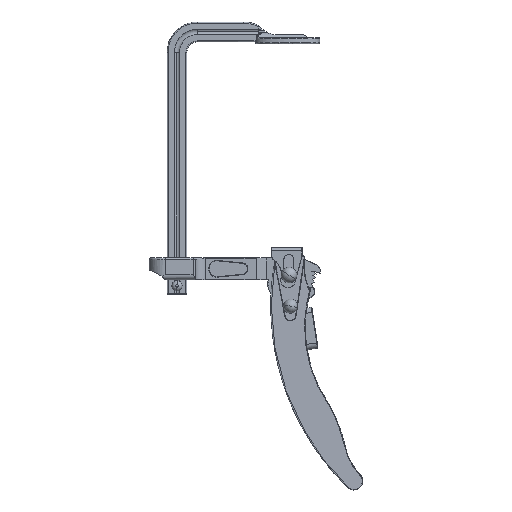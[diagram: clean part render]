
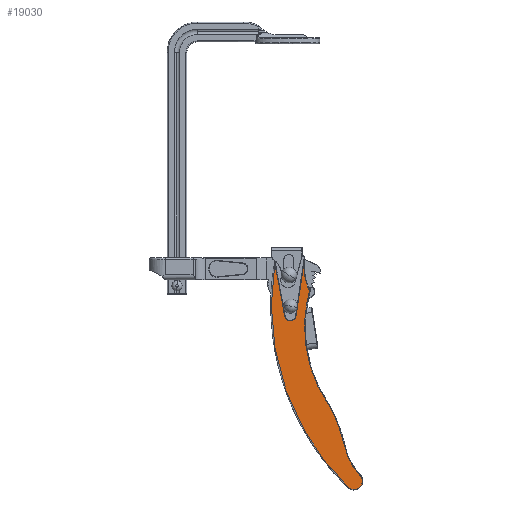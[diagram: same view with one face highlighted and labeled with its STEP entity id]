
A CAD part, top view. The second image highlights one B-rep face of the part: STEP entity #19030.
In plain terms, the highlighted face is planar.
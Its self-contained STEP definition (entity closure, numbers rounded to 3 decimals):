
#19 = ORIENTED_EDGE ( 'NONE', *, *, #15637, .T. ) ;
#171 = VERTEX_POINT ( 'NONE', #10012 ) ;
#232 = CARTESIAN_POINT ( 'NONE',  ( 37.403, -228.029, 16.863 ) ) ;
#281 = CARTESIAN_POINT ( 'NONE',  ( 41.002, -189.511, 16.782 ) ) ;
#297 = VECTOR ( 'NONE', #18968, 1000. ) ;
#303 = CARTESIAN_POINT ( 'NONE',  ( 37.477, -228.142, 16.861 ) ) ;
#698 = EDGE_CURVE ( 'NONE', #18393, #14032, #9602, .T. ) ;
#827 = CARTESIAN_POINT ( 'NONE',  ( 52.645, -221.457, 16.518 ) ) ;
#934 = CARTESIAN_POINT ( 'NONE',  ( 31.976, -147.377, 16.986 ) ) ;
#1214 = CARTESIAN_POINT ( 'NONE',  ( -12.326, -161.826, 17.988 ) ) ;
#1466 = EDGE_CURVE ( 'NONE', #2195, #8977, #7131, .T. ) ;
#1471 = DIRECTION ( 'NONE',  ( -0.023, 0., -1. ) ) ;
#1771 = CARTESIAN_POINT ( 'NONE',  ( 37.455, -228.103, 16.862 ) ) ;
#2003 = VECTOR ( 'NONE', #11707, 1000. ) ;
#2195 = VERTEX_POINT ( 'NONE', #14481 ) ;
#2404 = CARTESIAN_POINT ( 'NONE',  ( 29.481, -33.848, 17.042 ) ) ;
#3101 = AXIS2_PLACEMENT_3D ( 'NONE', #11276, #1471, #12678 ) ;
#3650 = CIRCLE ( 'NONE', #7588, 5.658 ) ;
#3704 = CARTESIAN_POINT ( 'NONE',  ( 52.968, -234.759, 16.511 ) ) ;
#3843 = CARTESIAN_POINT ( 'NONE',  ( 37.477, -228.142, 16.861 ) ) ;
#3862 = CARTESIAN_POINT ( 'NONE',  ( 52.968, -224.113, 16.511 ) ) ;
#4027 = EDGE_CURVE ( 'NONE', #15906, #16818, #19124, .T. ) ;
#4252 = CARTESIAN_POINT ( 'NONE',  ( 36.687, -161.021, 16.879 ) ) ;
#4848 =( BOUNDED_CURVE ( )  B_SPLINE_CURVE ( 3, ( #17640, #8086, #18118, #281 ),
 .UNSPECIFIED., .F., .F. ) 
 B_SPLINE_CURVE_WITH_KNOTS ( ( 4, 4 ),
 ( 2.517, 3.078 ),
 .UNSPECIFIED. ) 
 CURVE ( )  GEOMETRIC_REPRESENTATION_ITEM ( )  RATIONAL_B_SPLINE_CURVE ( ( 1., 0.974, 0.974, 1. ) ) 
 REPRESENTATION_ITEM ( '' )  );
#4869 = EDGE_CURVE ( 'NONE', #171, #9450, #15063, .T. ) ;
#5207 = ORIENTED_EDGE ( 'NONE', *, *, #1466, .F. ) ;
#5366 = CARTESIAN_POINT ( 'NONE',  ( 28.102, -6.198, 17.073 ) ) ;
#5412 = CARTESIAN_POINT ( 'NONE',  ( 0.052, -1.466, 17.708 ) ) ;
#5456 = CARTESIAN_POINT ( 'NONE',  ( 52.968, -224.113, 16.511 ) ) ;
#5625 = EDGE_CURVE ( 'NONE', #12490, #2195, #3650, .T. ) ;
#6186 = ORIENTED_EDGE ( 'NONE', *, *, #11793, .F. ) ;
#6536 = CARTESIAN_POINT ( 'NONE',  ( 1.919, -54.112, 17.666 ) ) ;
#6940 =( BOUNDED_CURVE ( )  B_SPLINE_CURVE ( 3, ( #303, #1771, #19371, #232 ),
 .UNSPECIFIED., .F., .F. ) 
 B_SPLINE_CURVE_WITH_KNOTS ( ( 4, 4 ),
 ( 3.651, 3.786 ),
 .UNSPECIFIED. ) 
 CURVE ( )  GEOMETRIC_REPRESENTATION_ITEM ( )  RATIONAL_B_SPLINE_CURVE ( ( 1., 0.998, 0.998, 1. ) ) 
 REPRESENTATION_ITEM ( '' )  );
#7131 = LINE ( 'NONE', #15788, #297 ) ;
#7410 = CARTESIAN_POINT ( 'NONE',  ( 29.481, -33.848, 17.042 ) ) ;
#7588 = AXIS2_PLACEMENT_3D ( 'NONE', #14947, #15216, #10272 ) ;
#8086 = CARTESIAN_POINT ( 'NONE',  ( 45.479, -211.195, 16.68 ) ) ;
#8806 = LINE ( 'NONE', #13190, #2003 ) ;
#8811 = CARTESIAN_POINT ( 'NONE',  ( 52.018, -220.264, 16.533 ) ) ;
#8977 = VERTEX_POINT ( 'NONE', #13377 ) ;
#9078 = CARTESIAN_POINT ( 'NONE',  ( 41.002, -189.511, 16.782 ) ) ;
#9410 = EDGE_CURVE ( 'NONE', #18406, #171, #9508, .T. ) ;
#9450 = VERTEX_POINT ( 'NONE', #7410 ) ;
#9508 =( BOUNDED_CURVE ( )  B_SPLINE_CURVE ( 3, ( #9078, #15491, #4252, #934 ),
 .UNSPECIFIED., .F., .F. ) 
 B_SPLINE_CURVE_WITH_KNOTS ( ( 4, 4 ),
 ( 0.09, 0.332 ),
 .UNSPECIFIED. ) 
 CURVE ( )  GEOMETRIC_REPRESENTATION_ITEM ( )  RATIONAL_B_SPLINE_CURVE ( ( 1., 0.995, 0.995, 1. ) ) 
 REPRESENTATION_ITEM ( '' )  );
#9602 =( BOUNDED_CURVE ( )  B_SPLINE_CURVE ( 3, ( #3843, #10079, #3704, #5456 ),
 .UNSPECIFIED., .F., .F. ) 
 B_SPLINE_CURVE_WITH_KNOTS ( ( 4, 4 ),
 ( 3.651, 6.283 ),
 .UNSPECIFIED. ) 
 CURVE ( )  GEOMETRIC_REPRESENTATION_ITEM ( )  RATIONAL_B_SPLINE_CURVE ( ( 1., 0.501, 0.501, 1. ) ) 
 REPRESENTATION_ITEM ( '' )  );
#10012 = CARTESIAN_POINT ( 'NONE',  ( 31.976, -147.377, 16.986 ) ) ;
#10079 = CARTESIAN_POINT ( 'NONE',  ( 42.665, -237.439, 16.744 ) ) ;
#10263 = VERTEX_POINT ( 'NONE', #8811 ) ;
#10272 = DIRECTION ( 'NONE',  ( 1., 0., -0.023 ) ) ;
#10298 = CARTESIAN_POINT ( 'NONE',  ( 52.018, -220.264, 16.533 ) ) ;
#10472 = ORIENTED_EDGE ( 'NONE', *, *, #4869, .T. ) ;
#10549 = ORIENTED_EDGE ( 'NONE', *, *, #4027, .T. ) ;
#10975 = CARTESIAN_POINT ( 'NONE',  ( 37.403, -228.029, 16.863 ) ) ;
#11276 = CARTESIAN_POINT ( 'NONE',  ( -12.863, -232.883, 18. ) ) ;
#11309 = CARTESIAN_POINT ( 'NONE',  ( 14.013, -111.186, 17.392 ) ) ;
#11707 = DIRECTION ( 'NONE',  ( 0.035, -0.999, -0.001 ) ) ;
#11793 = EDGE_CURVE ( 'NONE', #18393, #16818, #6940, .T. ) ;
#11890 = CARTESIAN_POINT ( 'NONE',  ( 52.968, -222.765, 16.511 ) ) ;
#11895 =( BOUNDED_CURVE ( )  B_SPLINE_CURVE ( 3, ( #3862, #11890, #827, #10298 ),
 .UNSPECIFIED., .F., .F. ) 
 B_SPLINE_CURVE_WITH_KNOTS ( ( 4, 4 ),
 ( 0., 0.484 ),
 .UNSPECIFIED. ) 
 CURVE ( )  GEOMETRIC_REPRESENTATION_ITEM ( )  RATIONAL_B_SPLINE_CURVE ( ( 1., 0.981, 0.981, 1. ) ) 
 REPRESENTATION_ITEM ( '' )  );
#12250 = CARTESIAN_POINT ( 'NONE',  ( 52.968, -224.113, 16.511 ) ) ;
#12490 = VERTEX_POINT ( 'NONE', #6536 ) ;
#12678 = DIRECTION ( 'NONE',  ( -1., 0., 0.023 ) ) ;
#12711 = CARTESIAN_POINT ( 'NONE',  ( 37.403, -228.029, 16.863 ) ) ;
#12846 = CARTESIAN_POINT ( 'NONE',  ( 29.481, -33.848, 17.042 ) ) ;
#12907 = EDGE_LOOP ( 'NONE', ( #10472, #15752, #5207, #14865, #18337, #10549, #6186, #15278, #18702, #19, #17803 ) ) ;
#12982 = CARTESIAN_POINT ( 'NONE',  ( 13.125, -70.793, 17.412 ) ) ;
#13121 = CARTESIAN_POINT ( 'NONE',  ( 37.477, -228.142, 16.861 ) ) ;
#13190 = CARTESIAN_POINT ( 'NONE',  ( 0., 0., 17.709 ) ) ;
#13377 = CARTESIAN_POINT ( 'NONE',  ( 28.102, -6.198, 17.073 ) ) ;
#13613 = CARTESIAN_POINT ( 'NONE',  ( 26.51, -15.442, 17.109 ) ) ;
#13989 = EDGE_CURVE ( 'NONE', #14032, #10263, #11895, .T. ) ;
#14032 = VERTEX_POINT ( 'NONE', #12250 ) ;
#14481 = CARTESIAN_POINT ( 'NONE',  ( 12.981, -55.569, 17.415 ) ) ;
#14865 = ORIENTED_EDGE ( 'NONE', *, *, #5625, .F. ) ;
#14947 = CARTESIAN_POINT ( 'NONE',  ( 7.572, -53.912, 17.538 ) ) ;
#15063 =( BOUNDED_CURVE ( )  B_SPLINE_CURVE ( 3, ( #19166, #11309, #12982, #12846 ),
 .UNSPECIFIED., .F., .F. ) 
 B_SPLINE_CURVE_WITH_KNOTS ( ( 4, 4 ),
 ( 2.681, 3.558 ),
 .UNSPECIFIED. ) 
 CURVE ( )  GEOMETRIC_REPRESENTATION_ITEM ( )  RATIONAL_B_SPLINE_CURVE ( ( 1., 0.937, 0.937, 1. ) ) 
 REPRESENTATION_ITEM ( '' )  );
#15078 = CARTESIAN_POINT ( 'NONE',  ( 26.977, -24.809, 17.099 ) ) ;
#15091 =( BOUNDED_CURVE ( )  B_SPLINE_CURVE ( 3, ( #2404, #15078, #13613, #5366 ),
 .UNSPECIFIED., .F., .F. ) 
 B_SPLINE_CURVE_WITH_KNOTS ( ( 4, 4 ),
 ( 2.871, 3.312 ),
 .UNSPECIFIED. ) 
 CURVE ( )  GEOMETRIC_REPRESENTATION_ITEM ( )  RATIONAL_B_SPLINE_CURVE ( ( 1., 0.984, 0.984, 1. ) ) 
 REPRESENTATION_ITEM ( '' )  );
#15216 = DIRECTION ( 'NONE',  ( 0.023, 0., 1. ) ) ;
#15278 = ORIENTED_EDGE ( 'NONE', *, *, #698, .T. ) ;
#15377 = EDGE_CURVE ( 'NONE', #9450, #8977, #15091, .T. ) ;
#15491 = CARTESIAN_POINT ( 'NONE',  ( 39.711, -175.135, 16.811 ) ) ;
#15637 = EDGE_CURVE ( 'NONE', #10263, #18406, #4848, .T. ) ;
#15752 = ORIENTED_EDGE ( 'NONE', *, *, #15377, .T. ) ;
#15788 = CARTESIAN_POINT ( 'NONE',  ( 12.981, -55.569, 17.415 ) ) ;
#15906 = VERTEX_POINT ( 'NONE', #5412 ) ;
#16818 = VERTEX_POINT ( 'NONE', #12711 ) ;
#17126 = EDGE_CURVE ( 'NONE', #15906, #12490, #8806, .T. ) ;
#17640 = CARTESIAN_POINT ( 'NONE',  ( 52.018, -220.264, 16.533 ) ) ;
#17803 = ORIENTED_EDGE ( 'NONE', *, *, #9410, .T. ) ;
#18069 = CARTESIAN_POINT ( 'NONE',  ( 41.002, -189.511, 16.782 ) ) ;
#18118 = CARTESIAN_POINT ( 'NONE',  ( 41.708, -200.67, 16.766 ) ) ;
#18337 = ORIENTED_EDGE ( 'NONE', *, *, #17126, .F. ) ;
#18393 = VERTEX_POINT ( 'NONE', #13121 ) ;
#18406 = VERTEX_POINT ( 'NONE', #18069 ) ;
#18702 = ORIENTED_EDGE ( 'NONE', *, *, #13989, .T. ) ;
#18816 = CARTESIAN_POINT ( 'NONE',  ( -25.794, -80.128, 18.292 ) ) ;
#18968 = DIRECTION ( 'NONE',  ( 0.293, 0.956, -0.007 ) ) ;
#19030 = ADVANCED_FACE ( 'NONE', ( #19961 ), #20617, .F. ) ;
#19124 =( BOUNDED_CURVE ( )  B_SPLINE_CURVE ( 3, ( #20231, #18816, #1214, #10975 ),
 .UNSPECIFIED., .F., .F. ) 
 B_SPLINE_CURVE_WITH_KNOTS ( ( 4, 4 ),
 ( 2.824, 3.786 ),
 .UNSPECIFIED. ) 
 CURVE ( )  GEOMETRIC_REPRESENTATION_ITEM ( )  RATIONAL_B_SPLINE_CURVE ( ( 1., 0.924, 0.924, 1. ) ) 
 REPRESENTATION_ITEM ( '' )  );
#19166 = CARTESIAN_POINT ( 'NONE',  ( 31.976, -147.377, 16.986 ) ) ;
#19371 = CARTESIAN_POINT ( 'NONE',  ( 37.43, -228.065, 16.862 ) ) ;
#19961 = FACE_OUTER_BOUND ( 'NONE', #12907, .T. ) ;
#20231 = CARTESIAN_POINT ( 'NONE',  ( 0.052, -1.466, 17.708 ) ) ;
#20617 = PLANE ( 'NONE',  #3101 ) ;
